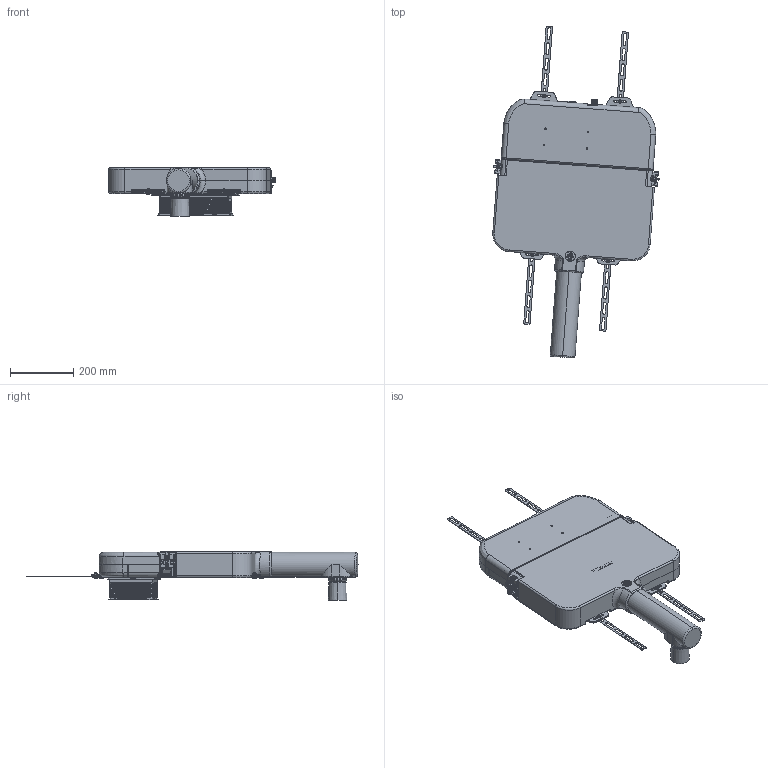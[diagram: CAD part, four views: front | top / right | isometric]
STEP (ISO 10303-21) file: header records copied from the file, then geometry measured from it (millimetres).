
FILE_DESCRIPTION((''),'2;1');
FILE_NAME('K301Q-D01-RPC1_ASM_SW0001','2020-12-02T',('wdi034383'),(''),'CREO PARAMETRIC BY PTC INC, 2014350','CREO PARAMETRIC BY PTC INC, 2014350','');
FILE_SCHEMA(('CONFIG_CONTROL_DESIGN'));
Products named in the file (1): K301Q-D01-RPC1_ASM_SW0001
Bounding box: 524.06 x 1046.19 x 152.5 mm (x, y, z)
Volume: 16608549.8 mm3; surface area: 1865523.7 mm2
Topology: 2 solids, 2 shells, 4625 faces, 12669 edges, 7903 vertices
Faces by surface type: plane 2345, cylinder 1395, bspline 361, torus 282, sphere 132, cone 80, extrusion 30
Entity records: 194732 total; most frequent: CARTESIAN_POINT 81707, ORIENTED_EDGE 25080, DIRECTION 21541, EDGE_CURVE 12540, VERTEX_POINT 7903, VECTOR 7893, LINE 7863, AXIS2_PLACEMENT_3D 6824
